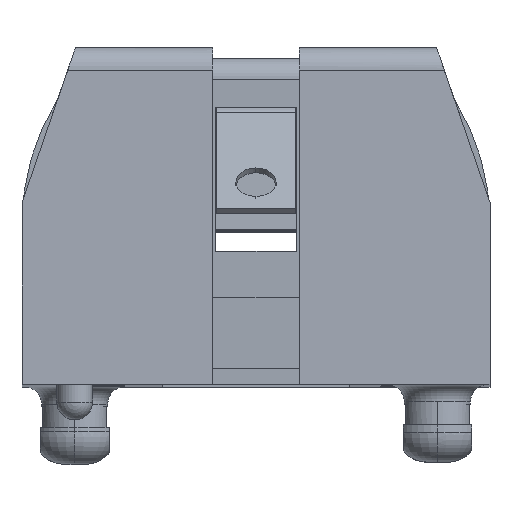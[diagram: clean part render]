
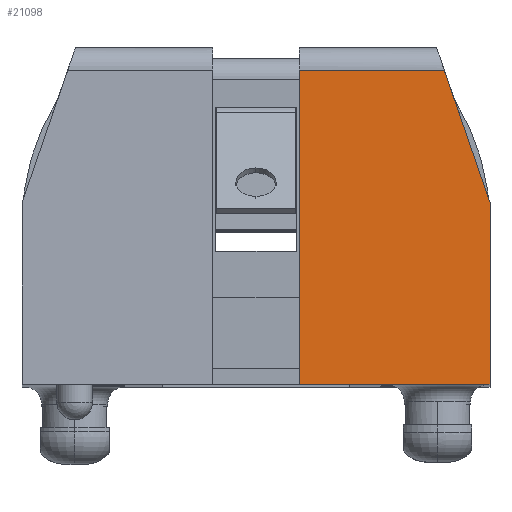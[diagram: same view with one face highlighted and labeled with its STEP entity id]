
A CAD part, top view. The second image highlights one B-rep face of the part: STEP entity #21098.
In plain terms, the highlighted planar face has unit normal (0, 0.018, 1).
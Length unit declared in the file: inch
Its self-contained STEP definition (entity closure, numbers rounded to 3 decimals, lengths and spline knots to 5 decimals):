
#197 = VERTEX_POINT ( 'NONE', #13658 ) ;
#284 = ORIENTED_EDGE ( 'NONE', *, *, #1203, .F. ) ;
#1203 = EDGE_CURVE ( 'NONE', #18902, #7572, #17215, .T. ) ;
#2013 = EDGE_CURVE ( 'NONE', #197, #18902, #2446, .T. ) ;
#2118 = LINE ( 'NONE', #14412, #18593 ) ;
#2446 = LINE ( 'NONE', #16954, #19639 ) ;
#2722 = LINE ( 'NONE', #21725, #14658 ) ;
#5712 = EDGE_LOOP ( 'NONE', ( #14946, #22514, #9301, #284, #13104 ) ) ;
#5787 = VERTEX_POINT ( 'NONE', #21452 ) ;
#5978 = VERTEX_POINT ( 'NONE', #13277 ) ;
#7151 = DIRECTION ( 'NONE',  ( 0., -1., 0.017 ) ) ;
#7572 = VERTEX_POINT ( 'NONE', #11321 ) ;
#7824 = DIRECTION ( 'NONE',  ( 0., 1., -0.017 ) ) ;
#8515 = PLANE ( 'NONE',  #18703 ) ;
#9301 = ORIENTED_EDGE ( 'NONE', *, *, #26540, .F. ) ;
#9647 = CARTESIAN_POINT ( 'NONE',  ( 0.4065, 0., 1.51681 ) ) ;
#11078 = LINE ( 'NONE', #21436, #27557 ) ;
#11321 = CARTESIAN_POINT ( 'NONE',  ( 0.075, 0., 1.51681 ) ) ;
#12510 = DIRECTION ( 'NONE',  ( 0.326, -0.945, 0.017 ) ) ;
#12688 = DIRECTION ( 'NONE',  ( -1., 0., 0. ) ) ;
#13104 = ORIENTED_EDGE ( 'NONE', *, *, #2013, .F. ) ;
#13277 = CARTESIAN_POINT ( 'NONE',  ( 0.32706, 0.5457, 1.50729 ) ) ;
#13658 = CARTESIAN_POINT ( 'NONE',  ( 0.4065, 0.315, 1.51131 ) ) ;
#14412 = CARTESIAN_POINT ( 'NONE',  ( 0.075, -0.068, 1.518 ) ) ;
#14658 = VECTOR ( 'NONE', #12688, 39.37008 ) ;
#14946 = ORIENTED_EDGE ( 'NONE', *, *, #17714, .F. ) ;
#15012 = CARTESIAN_POINT ( 'NONE',  ( -0.4065, 0., 1.51681 ) ) ;
#15457 = DIRECTION ( 'NONE',  ( 1., 0., 0. ) ) ;
#16375 = EDGE_CURVE ( 'NONE', #5978, #5787, #2722, .T. ) ;
#16954 = CARTESIAN_POINT ( 'NONE',  ( 0.4065, -0.068, 1.518 ) ) ;
#17215 = LINE ( 'NONE', #15012, #27026 ) ;
#17501 = FACE_OUTER_BOUND ( 'NONE', #5712, .T. ) ;
#17714 = EDGE_CURVE ( 'NONE', #5978, #197, #11078, .T. ) ;
#18593 = VECTOR ( 'NONE', #7824, 39.37008 ) ;
#18703 = AXIS2_PLACEMENT_3D ( 'NONE', #26657, #28905, #15457 ) ;
#18902 = VERTEX_POINT ( 'NONE', #9647 ) ;
#19639 = VECTOR ( 'NONE', #7151, 39.37008 ) ;
#20190 = DIRECTION ( 'NONE',  ( -1., 0., 0. ) ) ;
#21098 = ADVANCED_FACE ( 'NONE', ( #17501 ), #8515, .T. ) ;
#21436 = CARTESIAN_POINT ( 'NONE',  ( 0.43825, 0.22278, 1.51292 ) ) ;
#21452 = CARTESIAN_POINT ( 'NONE',  ( 0.075, 0.5457, 1.50729 ) ) ;
#21725 = CARTESIAN_POINT ( 'NONE',  ( 0.075, 0.5457, 1.50729 ) ) ;
#22514 = ORIENTED_EDGE ( 'NONE', *, *, #16375, .T. ) ;
#26540 = EDGE_CURVE ( 'NONE', #7572, #5787, #2118, .T. ) ;
#26657 = CARTESIAN_POINT ( 'NONE',  ( -0.4065, -0.068, 1.518 ) ) ;
#27026 = VECTOR ( 'NONE', #20190, 39.37008 ) ;
#27557 = VECTOR ( 'NONE', #12510, 39.37008 ) ;
#28905 = DIRECTION ( 'NONE',  ( 0., 0.017, 1. ) ) ;
